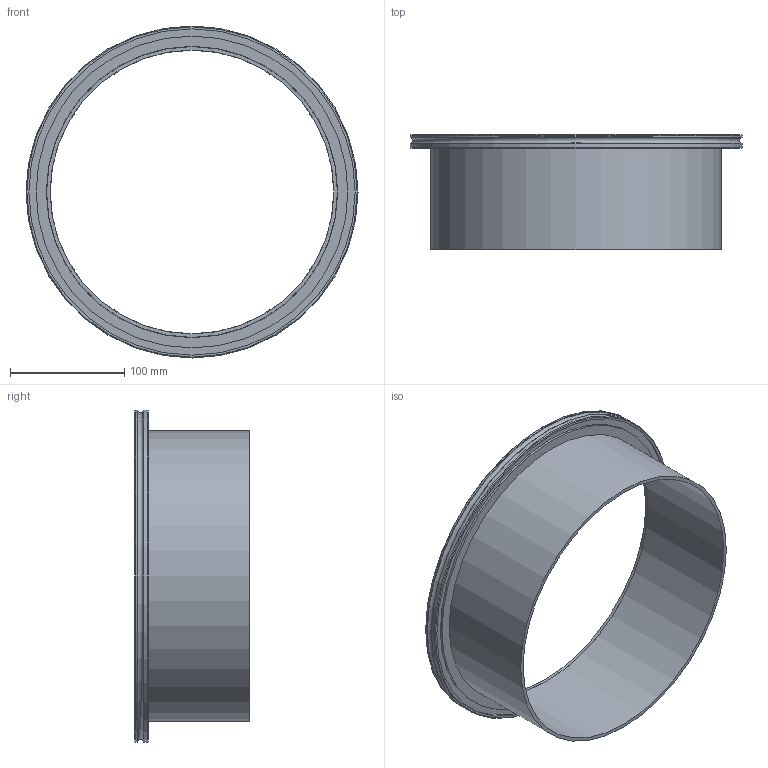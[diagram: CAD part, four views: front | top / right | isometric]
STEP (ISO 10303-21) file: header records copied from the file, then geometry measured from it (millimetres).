
FILE_DESCRIPTION (( 'STEP AP214' ), '1' );
FILE_NAME ('BT1ISOK250254FULLVAC.STEP', '2024-05-28T11:54:19', ( '' ), ( '' ), 'SwSTEP 2.0', 'SolidWorks 2017', '' );
FILE_SCHEMA (( 'AUTOMOTIVE_DESIGN' ));
Length unit declared in the file: millimetre
Products named in the file (3): tube lg 100_250-ANSI3.05; BT1ISOK250254FULLVAC; BS1ISOK250 FULLVAC_254
Assembly tree (2 placements, depth 2):
  BT1ISOK250254FULLVAC
    BS1ISOK250 FULLVAC_254
    tube lg 100_250-ANSI3.05
Bounding box: 290 x 100.1 x 290 mm (x, y, z)
Volume: 383714 mm3; surface area: 214079.6 mm2
Topology: 2 solids, 2 shells, 24 faces, 40 edges, 24 vertices
Faces by surface type: cylinder 9, plane 8, torus 4, cone 3
Full cylindrical faces by diameter (mm): 247.7 x1, 247.9 x1, 254 x1, 254.5 x1, 261 x1, 272.3 x1, 285 x1, 290 x2
Entity records: 602 total; most frequent: DIRECTION 106, CARTESIAN_POINT 77, AXIS2_PLACEMENT_3D 53, EDGE_LOOP 48, ORIENTED_EDGE 48, FACE_OUTER_BOUND 37, ADVANCED_FACE 24, EDGE_CURVE 24
